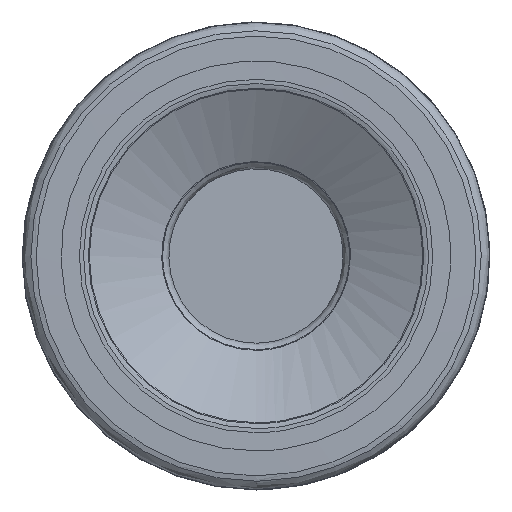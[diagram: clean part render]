
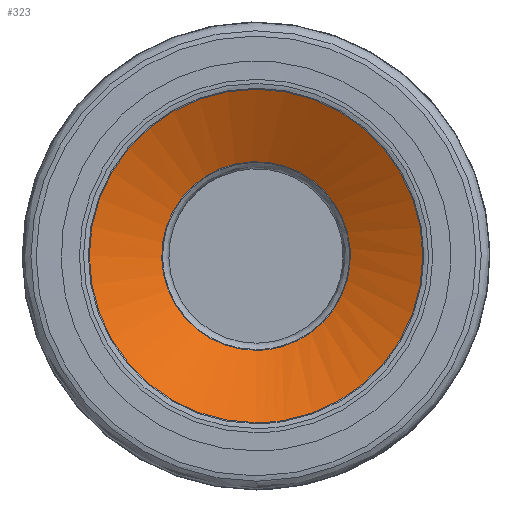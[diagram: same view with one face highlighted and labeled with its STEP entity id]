
A CAD part, left-side view. The second image highlights one B-rep face of the part: STEP entity #323.
In plain terms, the highlighted face is a revolution surface.
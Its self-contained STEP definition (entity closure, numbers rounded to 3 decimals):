
#26=LINE('',#1000,#28);
#28=VECTOR('',#761,4.437);
#66=SURFACE_OF_REVOLUTION('',#26,#92);
#92=AXIS1_PLACEMENT('',#1001,#762);
#280=FACE_BOUND('',#397,.T.);
#281=FACE_BOUND('',#398,.T.);
#323=ADVANCED_FACE('',(#280,#281),#66,.T.);
#397=EDGE_LOOP('',(#471));
#398=EDGE_LOOP('',(#472));
#471=ORIENTED_EDGE('',*,*,#551,.F.);
#472=ORIENTED_EDGE('',*,*,#550,.T.);
#513=VERTEX_POINT('',#992);
#514=VERTEX_POINT('',#999);
#550=EDGE_CURVE('',#513,#513,#587,.T.);
#551=EDGE_CURVE('',#514,#514,#588,.T.);
#587=CIRCLE('',#638,5.042);
#588=CIRCLE('',#639,8.913);
#638=AXIS2_PLACEMENT_3D('',#991,#756,#757);
#639=AXIS2_PLACEMENT_3D('',#998,#759,#760);
#756=DIRECTION('',(1.,0.,0.));
#757=DIRECTION('',(0.,0.,-1.));
#759=DIRECTION('',(1.,0.,0.));
#760=DIRECTION('',(0.,0.,-1.));
#761=DIRECTION('',(-0.463,-0.883,-0.075));
#762=DIRECTION('',(1.,0.,0.));
#991=CARTESIAN_POINT('',(2.157,0.,0.));
#992=CARTESIAN_POINT('',(2.157,0.,-5.042));
#998=CARTESIAN_POINT('',(0.103,0.,0.));
#999=CARTESIAN_POINT('',(0.103,0.,-8.913));
#1000=CARTESIAN_POINT('',(2.157,-4.983,0.769));
#1001=CARTESIAN_POINT('',(0.,0.,0.));
